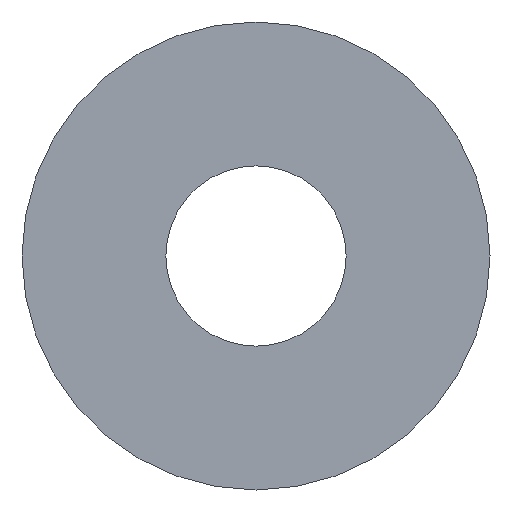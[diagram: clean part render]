
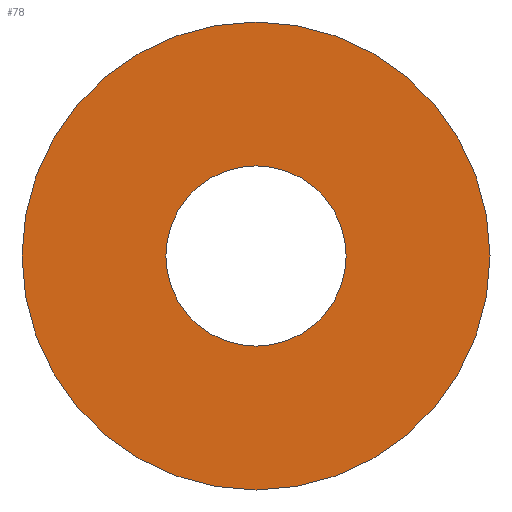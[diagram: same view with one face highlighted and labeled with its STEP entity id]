
A CAD part, left-side view. The second image highlights one B-rep face of the part: STEP entity #78.
In plain terms, the highlighted planar face has unit normal (-1, 0, 0).
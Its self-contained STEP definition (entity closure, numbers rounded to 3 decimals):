
#72 = EDGE_CURVE( '', #118, #152, #184, .T. );
#78 = ADVANCED_FACE( '', ( #190, #191 ), #192, .T. );
#94 = EDGE_CURVE( '', #130, #154, #209, .T. );
#118 = VERTEX_POINT( '', #238 );
#130 = VERTEX_POINT( '', #251 );
#144 = EDGE_CURVE( '', #152, #118, #267, .T. );
#152 = VERTEX_POINT( '', #278 );
#154 = VERTEX_POINT( '', #280 );
#158 = EDGE_CURVE( '', #154, #130, #284, .T. );
#184 = CIRCLE( '', #301, 34. );
#190 = FACE_BOUND( '', #310, .T. );
#191 = FACE_OUTER_BOUND( '', #311, .T. );
#192 = PLANE( '', #312 );
#209 = CIRCLE( '', #334, 13.1 );
#238 = CARTESIAN_POINT( '', ( -50., -34., 0. ) );
#251 = CARTESIAN_POINT( '', ( -50., -13.1, 0. ) );
#267 = CIRCLE( '', #409, 34. );
#278 = CARTESIAN_POINT( '', ( -50., 34., 0. ) );
#280 = CARTESIAN_POINT( '', ( -50., 13.1, 0. ) );
#284 = CIRCLE( '', #427, 13.1 );
#301 = AXIS2_PLACEMENT_3D( '', #439, #440, #441 );
#310 = EDGE_LOOP( '', ( #447, #448 ) );
#311 = EDGE_LOOP( '', ( #449, #450 ) );
#312 = AXIS2_PLACEMENT_3D( '', #451, #452, #453 );
#334 = AXIS2_PLACEMENT_3D( '', #473, #474, #475 );
#409 = AXIS2_PLACEMENT_3D( '', #542, #543, #544 );
#427 = AXIS2_PLACEMENT_3D( '', #569, #570, #571 );
#439 = CARTESIAN_POINT( '', ( -50., 0., 0. ) );
#440 = DIRECTION( '', ( -1., 0., 0. ) );
#441 = DIRECTION( '', ( 0., 1., 0. ) );
#447 = ORIENTED_EDGE( '', *, *, #158, .F. );
#448 = ORIENTED_EDGE( '', *, *, #94, .F. );
#449 = ORIENTED_EDGE( '', *, *, #144, .T. );
#450 = ORIENTED_EDGE( '', *, *, #72, .T. );
#451 = CARTESIAN_POINT( '', ( -50., 23.55, 0. ) );
#452 = DIRECTION( '', ( -1., 0., 0. ) );
#453 = DIRECTION( '', ( 0., 1., 0. ) );
#473 = CARTESIAN_POINT( '', ( -50., 0., 0. ) );
#474 = DIRECTION( '', ( -1., 0., 0. ) );
#475 = DIRECTION( '', ( 0., 1., 0. ) );
#542 = CARTESIAN_POINT( '', ( -50., 0., 0. ) );
#543 = DIRECTION( '', ( -1., 0., 0. ) );
#544 = DIRECTION( '', ( 0., 1., 0. ) );
#569 = CARTESIAN_POINT( '', ( -50., 0., 0. ) );
#570 = DIRECTION( '', ( -1., 0., 0. ) );
#571 = DIRECTION( '', ( 0., 1., 0. ) );
